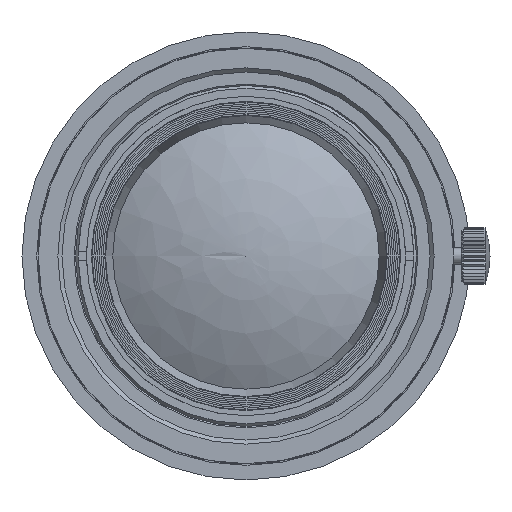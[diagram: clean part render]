
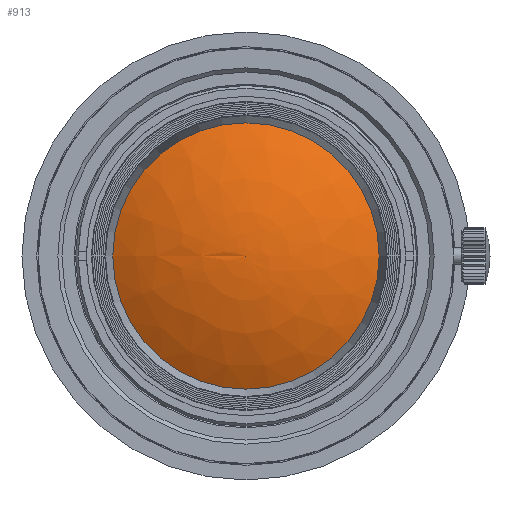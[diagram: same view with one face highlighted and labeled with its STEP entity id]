
A CAD part, left-side view. The second image highlights one B-rep face of the part: STEP entity #913.
In plain terms, the highlighted face is a revolution surface.
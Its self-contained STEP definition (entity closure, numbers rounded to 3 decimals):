
#106=SURFACE_OF_REVOLUTION('',#8454,#108);
#108=AXIS1_PLACEMENT('',#16202,#10333);
#142=VERTEX_LOOP('',#6170);
#913=ADVANCED_FACE('',(#2006,#2007),#106,.F.);
#1613=CIRCLE('',#9168,16.35);
#2006=FACE_BOUND('',#2609,.T.);
#2007=FACE_BOUND('',#142,.T.);
#2609=EDGE_LOOP('',(#4683));
#4683=ORIENTED_EDGE('',*,*,#7449,.T.);
#6169=VERTEX_POINT('',#16193);
#6170=VERTEX_POINT('',#16196);
#7449=EDGE_CURVE('',#6169,#6169,#1613,.T.);
#8454=B_SPLINE_CURVE_WITH_KNOTS('',3,(#16197,#16198,#16199,#16200,#16201),
 .UNSPECIFIED.,.F.,.F.,(4,1,4),(0.,0.543,1.),.UNSPECIFIED.);
#9168=AXIS2_PLACEMENT_3D('',#16192,#10327,#10328);
#10327=DIRECTION('',(-1.,0.,0.));
#10328=DIRECTION('',(0.,0.,1.));
#10333=DIRECTION('',(-1.,0.,0.));
#16192=CARTESIAN_POINT('',(-154.082,0.,0.));
#16193=CARTESIAN_POINT('',(-154.082,0.,16.35));
#16196=CARTESIAN_POINT('',(-158.274,0.,0.));
#16197=CARTESIAN_POINT('',(-158.274,0.,0.));
#16198=CARTESIAN_POINT('',(-158.274,2.957,0.));
#16199=CARTESIAN_POINT('',(-157.574,8.407,0.));
#16200=CARTESIAN_POINT('',(-155.455,13.857,0.));
#16201=CARTESIAN_POINT('',(-154.082,16.35,0.));
#16202=CARTESIAN_POINT('',(-158.274,0.,0.));
